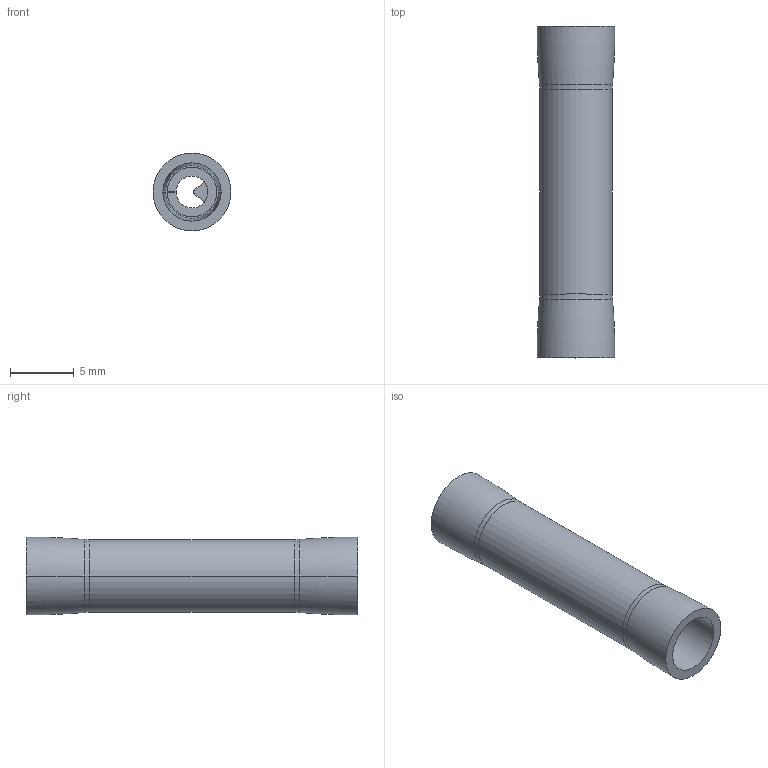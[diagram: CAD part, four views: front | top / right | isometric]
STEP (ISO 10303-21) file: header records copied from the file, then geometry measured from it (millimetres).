
FILE_DESCRIPTION (( 'STEP AP214' ), '1' );
FILE_NAME ('V70SV004002.step', '2017-09-28T13:32:43', ( '' ), ( '' ), 'SwSTEP 2.0', 'SolidWorks 2017', '' );
FILE_SCHEMA (( 'AUTOMOTIVE_DESIGN' ));
Length unit declared in the file: millimetre
Products named in the file (1): V70SV004002
Bounding box: 6.1 x 26 x 6.1 mm (x, y, z)
Volume: 441.7 mm3; surface area: 1159.2 mm2
Topology: 2 solids, 2 shells, 43 faces, 101 edges, 62 vertices
Faces by surface type: plane 18, cylinder 13, torus 12
Entity records: 1520 total; most frequent: DIRECTION 247, CARTESIAN_POINT 207, ORIENTED_EDGE 202, AXIS2_PLACEMENT_3D 102, EDGE_CURVE 101, VERTEX_POINT 62, CIRCLE 58, EDGE_LOOP 49
